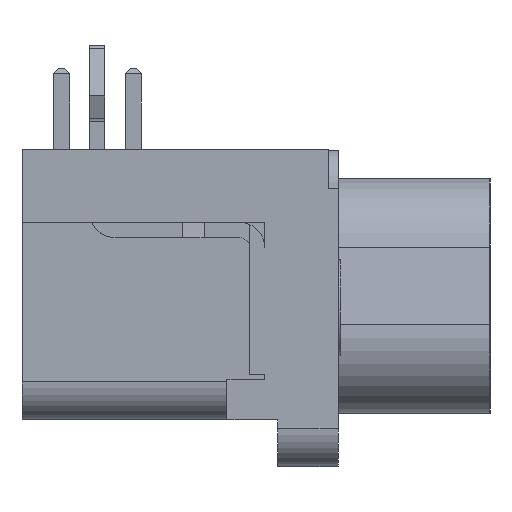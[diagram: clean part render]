
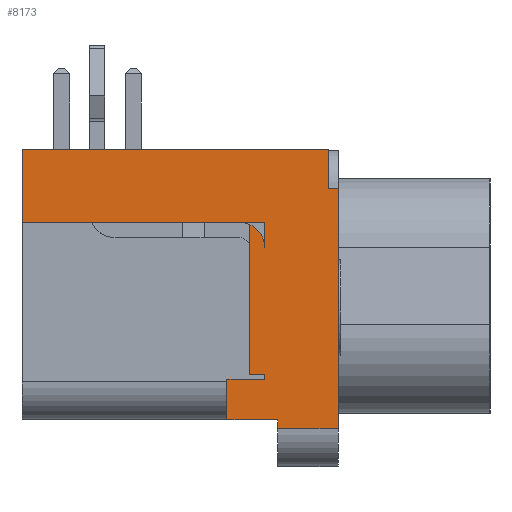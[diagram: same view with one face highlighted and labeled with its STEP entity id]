
A CAD part, left-side view. The second image highlights one B-rep face of the part: STEP entity #8173.
In plain terms, the highlighted planar face has unit normal (-1, 0, 0).
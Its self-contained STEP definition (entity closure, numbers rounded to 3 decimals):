
#208 = LINE ( 'NONE', #2697, #14466 ) ;
#473 = DIRECTION ( 'NONE',  ( 0., 1., 0. ) ) ;
#579 = CARTESIAN_POINT ( 'NONE',  ( 0., 12.1, -2.9 ) ) ;
#709 = LINE ( 'NONE', #4617, #11025 ) ;
#996 = EDGE_CURVE ( 'NONE', #12420, #2112, #12711, .T. ) ;
#999 = DIRECTION ( 'NONE',  ( 0., 1., 0. ) ) ;
#1225 = CARTESIAN_POINT ( 'NONE',  ( 0., 0., -0.78 ) ) ;
#1232 = DIRECTION ( 'NONE',  ( 0., -1., 0. ) ) ;
#1282 = VERTEX_POINT ( 'NONE', #6762 ) ;
#1510 = ORIENTED_EDGE ( 'NONE', *, *, #16091, .T. ) ;
#1567 = VECTOR ( 'NONE', #9179, 1000. ) ;
#1573 = VECTOR ( 'NONE', #473, 1000. ) ;
#1587 = EDGE_CURVE ( 'NONE', #11928, #17021, #13304, .T. ) ;
#1821 = VERTEX_POINT ( 'NONE', #10628 ) ;
#1860 = ORIENTED_EDGE ( 'NONE', *, *, #4510, .T. ) ;
#2112 = VERTEX_POINT ( 'NONE', #8070 ) ;
#2352 = CARTESIAN_POINT ( 'NONE',  ( 0., 0., 0. ) ) ;
#2413 = EDGE_CURVE ( 'NONE', #1282, #7162, #8918, .T. ) ;
#2426 = VECTOR ( 'NONE', #4769, 1000. ) ;
#2445 = CARTESIAN_POINT ( 'NONE',  ( 0., 2., -11.625 ) ) ;
#2502 = DIRECTION ( 'NONE',  ( 0., 0., -1. ) ) ;
#2532 = CARTESIAN_POINT ( 'NONE',  ( 0., 3.25, -9.1 ) ) ;
#2655 = VECTOR ( 'NONE', #13533, 1000. ) ;
#2688 = ORIENTED_EDGE ( 'NONE', *, *, #5647, .T. ) ;
#2697 = CARTESIAN_POINT ( 'NONE',  ( 0., 12.1, -5.525 ) ) ;
#3179 = DIRECTION ( 'NONE',  ( 0., 0., -1. ) ) ;
#3232 = CARTESIAN_POINT ( 'NONE',  ( 0., 4., -10.7 ) ) ;
#3384 = CARTESIAN_POINT ( 'NONE',  ( 0., 5.85, -11.05 ) ) ;
#3458 = VECTOR ( 'NONE', #2502, 1000. ) ;
#3829 = VERTEX_POINT ( 'NONE', #2352 ) ;
#3901 = DIRECTION ( 'NONE',  ( -1., 0., 0. ) ) ;
#4171 = CARTESIAN_POINT ( 'NONE',  ( 0., 2.5, -6. ) ) ;
#4241 = CARTESIAN_POINT ( 'NONE',  ( 0., 12.1, 0. ) ) ;
#4257 = CARTESIAN_POINT ( 'NONE',  ( 0., -0.4, -11.05 ) ) ;
#4437 = LINE ( 'NONE', #9300, #11560 ) ;
#4452 = VECTOR ( 'NONE', #10837, 1000. ) ;
#4473 = CARTESIAN_POINT ( 'NONE',  ( 0., -0.2, -1.55 ) ) ;
#4510 = EDGE_CURVE ( 'NONE', #2112, #15240, #12923, .T. ) ;
#4617 = CARTESIAN_POINT ( 'NONE',  ( 0., 5.85, -10.7 ) ) ;
#4628 = LINE ( 'NONE', #5837, #14886 ) ;
#4734 = CARTESIAN_POINT ( 'NONE',  ( 0., 3.1, -2.983 ) ) ;
#4750 = DIRECTION ( 'NONE',  ( 0., -1., 0. ) ) ;
#4769 = DIRECTION ( 'NONE',  ( 0., -1., 0. ) ) ;
#4975 = DIRECTION ( 'NONE',  ( -1., 0., 0. ) ) ;
#5136 = LINE ( 'NONE', #2445, #1567 ) ;
#5166 = CARTESIAN_POINT ( 'NONE',  ( 0., -0.4, -1.55 ) ) ;
#5190 = DIRECTION ( 'NONE',  ( 0., 1., 0. ) ) ;
#5311 = VECTOR ( 'NONE', #11321, 1000. ) ;
#5647 = EDGE_CURVE ( 'NONE', #8199, #11928, #5136, .T. ) ;
#5769 = ORIENTED_EDGE ( 'NONE', *, *, #1587, .T. ) ;
#5837 = CARTESIAN_POINT ( 'NONE',  ( 0., 4., -9.9 ) ) ;
#6014 = ORIENTED_EDGE ( 'NONE', *, *, #6864, .F. ) ;
#6241 = CARTESIAN_POINT ( 'NONE',  ( 0., 3.1, -8.9 ) ) ;
#6565 = VERTEX_POINT ( 'NONE', #579 ) ;
#6762 = CARTESIAN_POINT ( 'NONE',  ( 0., 2.5, -2.9 ) ) ;
#6864 = EDGE_CURVE ( 'NONE', #3829, #9498, #7474, .T. ) ;
#6979 = ORIENTED_EDGE ( 'NONE', *, *, #10167, .T. ) ;
#7162 = VERTEX_POINT ( 'NONE', #8632 ) ;
#7288 = CARTESIAN_POINT ( 'NONE',  ( 0., 2.5, -6. ) ) ;
#7405 = VECTOR ( 'NONE', #5190, 1000. ) ;
#7474 = LINE ( 'NONE', #1225, #3458 ) ;
#7874 = EDGE_CURVE ( 'NONE', #9677, #8199, #709, .T. ) ;
#7983 = CARTESIAN_POINT ( 'NONE',  ( 0., 12.1, -11.05 ) ) ;
#8070 = CARTESIAN_POINT ( 'NONE',  ( 0., 2.5, -8.9 ) ) ;
#8173 = ADVANCED_FACE ( 'NONE', ( #9995 ), #15977, .T. ) ;
#8179 = ORIENTED_EDGE ( 'NONE', *, *, #15241, .T. ) ;
#8199 = VERTEX_POINT ( 'NONE', #16035 ) ;
#8409 = LINE ( 'NONE', #14303, #11937 ) ;
#8583 = AXIS2_PLACEMENT_3D ( 'NONE', #7983, #3901, #9337 ) ;
#8628 = CARTESIAN_POINT ( 'NONE',  ( 0., 3.1, -5.942 ) ) ;
#8632 = CARTESIAN_POINT ( 'NONE',  ( 0., 2.5, -3.9 ) ) ;
#8704 = DIRECTION ( 'NONE',  ( 0., -1., 0. ) ) ;
#8748 = LINE ( 'NONE', #4473, #1573 ) ;
#8918 = LINE ( 'NONE', #7288, #5311 ) ;
#9050 = EDGE_CURVE ( 'NONE', #11771, #12420, #11775, .T. ) ;
#9099 = CARTESIAN_POINT ( 'NONE',  ( 0., 2., -11.05 ) ) ;
#9125 = CIRCLE ( 'NONE', #11470, 1. ) ;
#9145 = ORIENTED_EDGE ( 'NONE', *, *, #11183, .T. ) ;
#9179 = DIRECTION ( 'NONE',  ( 0., 0., -1. ) ) ;
#9300 = CARTESIAN_POINT ( 'NONE',  ( 0., 5.85, -2.9 ) ) ;
#9337 = DIRECTION ( 'NONE',  ( 0., -1., 0. ) ) ;
#9354 = EDGE_CURVE ( 'NONE', #15240, #1821, #14926, .T. ) ;
#9498 = VERTEX_POINT ( 'NONE', #9566 ) ;
#9511 = CARTESIAN_POINT ( 'NONE',  ( 0., -0.4, -5.525 ) ) ;
#9514 = ORIENTED_EDGE ( 'NONE', *, *, #9912, .T. ) ;
#9566 = CARTESIAN_POINT ( 'NONE',  ( 0., 0., -1.55 ) ) ;
#9677 = VERTEX_POINT ( 'NONE', #3232 ) ;
#9912 = EDGE_CURVE ( 'NONE', #6565, #1282, #4437, .T. ) ;
#9931 = DIRECTION ( 'NONE',  ( 0., 0., -1. ) ) ;
#9995 = FACE_OUTER_BOUND ( 'NONE', #15081, .T. ) ;
#10091 = VERTEX_POINT ( 'NONE', #5166 ) ;
#10167 = EDGE_CURVE ( 'NONE', #15143, #6565, #208, .T. ) ;
#10218 = ORIENTED_EDGE ( 'NONE', *, *, #9354, .T. ) ;
#10628 = CARTESIAN_POINT ( 'NONE',  ( 0., 4., -9.1 ) ) ;
#10837 = DIRECTION ( 'NONE',  ( 0., 0., 1. ) ) ;
#10989 = ORIENTED_EDGE ( 'NONE', *, *, #996, .T. ) ;
#11025 = VECTOR ( 'NONE', #8704, 1000. ) ;
#11159 = ORIENTED_EDGE ( 'NONE', *, *, #9050, .T. ) ;
#11183 = EDGE_CURVE ( 'NONE', #3829, #15143, #8409, .T. ) ;
#11321 = DIRECTION ( 'NONE',  ( 0., 0., -1. ) ) ;
#11470 = AXIS2_PLACEMENT_3D ( 'NONE', #12982, #4975, #14330 ) ;
#11560 = VECTOR ( 'NONE', #1232, 1000. ) ;
#11771 = VERTEX_POINT ( 'NONE', #4734 ) ;
#11775 = LINE ( 'NONE', #8628, #14479 ) ;
#11928 = VERTEX_POINT ( 'NONE', #9099 ) ;
#11937 = VECTOR ( 'NONE', #999, 1000. ) ;
#12077 = DIRECTION ( 'NONE',  ( 0., 0., -1. ) ) ;
#12277 = EDGE_CURVE ( 'NONE', #1821, #9677, #4628, .T. ) ;
#12420 = VERTEX_POINT ( 'NONE', #6241 ) ;
#12711 = LINE ( 'NONE', #14185, #2426 ) ;
#12923 = LINE ( 'NONE', #4171, #2655 ) ;
#12982 = CARTESIAN_POINT ( 'NONE',  ( 0., 3.5, -3.9 ) ) ;
#13304 = LINE ( 'NONE', #3384, #16036 ) ;
#13527 = ORIENTED_EDGE ( 'NONE', *, *, #12277, .T. ) ;
#13533 = DIRECTION ( 'NONE',  ( 0., 0., -1. ) ) ;
#14185 = CARTESIAN_POINT ( 'NONE',  ( 0., 5.85, -8.9 ) ) ;
#14303 = CARTESIAN_POINT ( 'NONE',  ( 0., 5.85, 0. ) ) ;
#14330 = DIRECTION ( 'NONE',  ( 0., 0., -1. ) ) ;
#14335 = ORIENTED_EDGE ( 'NONE', *, *, #2413, .T. ) ;
#14466 = VECTOR ( 'NONE', #12077, 1000. ) ;
#14479 = VECTOR ( 'NONE', #9931, 1000. ) ;
#14886 = VECTOR ( 'NONE', #3179, 1000. ) ;
#14926 = LINE ( 'NONE', #2532, #7405 ) ;
#15081 = EDGE_LOOP ( 'NONE', ( #14335, #1510, #11159, #10989, #1860, #10218, #13527, #15318, #2688, #5769, #17026, #8179, #6014, #9145, #6979, #9514 ) ) ;
#15140 = LINE ( 'NONE', #9511, #4452 ) ;
#15143 = VERTEX_POINT ( 'NONE', #4241 ) ;
#15190 = CARTESIAN_POINT ( 'NONE',  ( 0., 2.5, -9.1 ) ) ;
#15240 = VERTEX_POINT ( 'NONE', #15190 ) ;
#15241 = EDGE_CURVE ( 'NONE', #10091, #9498, #8748, .T. ) ;
#15318 = ORIENTED_EDGE ( 'NONE', *, *, #7874, .T. ) ;
#15977 = PLANE ( 'NONE',  #8583 ) ;
#16035 = CARTESIAN_POINT ( 'NONE',  ( 0., 2., -10.7 ) ) ;
#16036 = VECTOR ( 'NONE', #4750, 1000. ) ;
#16091 = EDGE_CURVE ( 'NONE', #7162, #11771, #9125, .T. ) ;
#16758 = EDGE_CURVE ( 'NONE', #17021, #10091, #15140, .T. ) ;
#17021 = VERTEX_POINT ( 'NONE', #4257 ) ;
#17026 = ORIENTED_EDGE ( 'NONE', *, *, #16758, .T. ) ;
